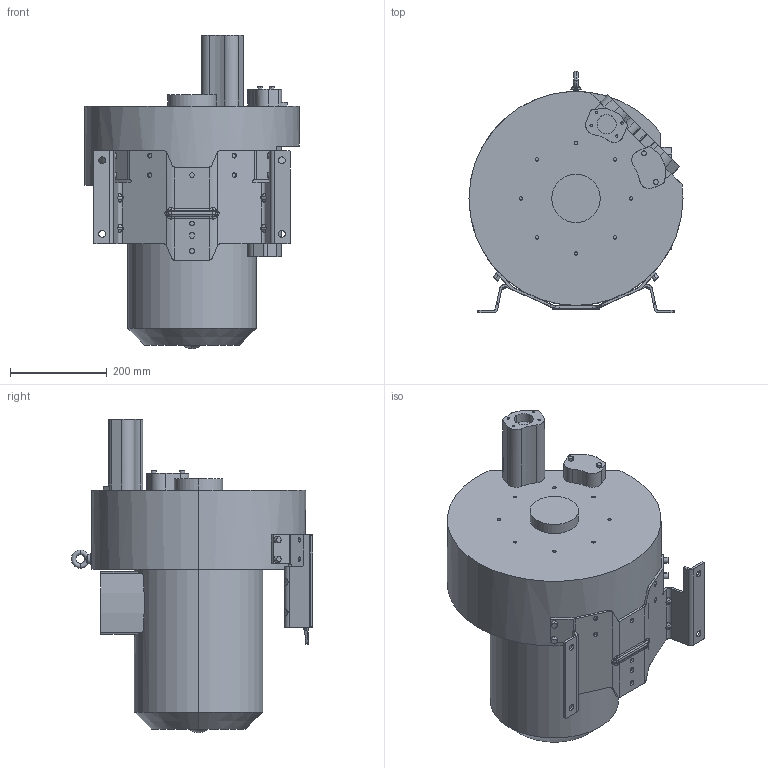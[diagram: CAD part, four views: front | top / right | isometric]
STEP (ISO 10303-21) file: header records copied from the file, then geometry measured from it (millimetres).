
FILE_DESCRIPTION (( 'STEP AP203' ), '1' );
FILE_NAME ('4RB620-0AP51-1.STEP', '2025-05-15T07:34:02', ( '' ), ( '' ), 'SwSTEP 2.0', 'SolidWorks 2025', '' );
FILE_SCHEMA (( 'CONFIG_CONTROL_DESIGN' ));
Length unit declared in the file: millimetre
Products named in the file (1): 4RB620-0AP51-1
Bounding box: 442 x 498.78 x 647.07 mm (x, y, z)
Volume: 45568634.1 mm3; surface area: 1153802.8 mm2
Topology: 1 solids, 1 shells, 594 faces, 1547 edges, 993 vertices
Faces by surface type: cylinder 288, plane 194, bspline 84, torus 14, cone 7, sphere 7
Entity records: 27593 total; most frequent: CARTESIAN_POINT 13994, ORIENTED_EDGE 3094, DIRECTION 2449, EDGE_CURVE 1547, VERTEX_POINT 993, AXIS2_PLACEMENT_3D 943, EDGE_LOOP 656, FACE_OUTER_BOUND 594
